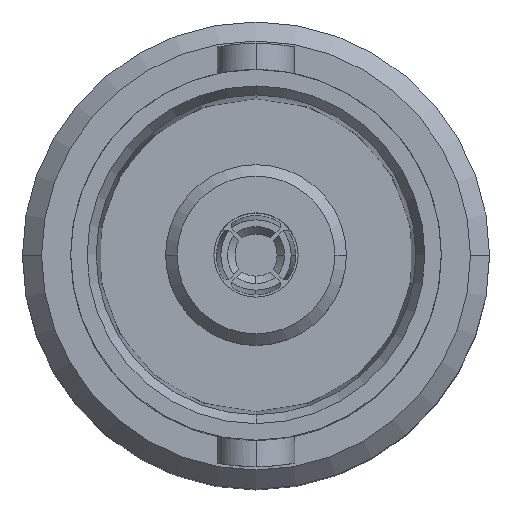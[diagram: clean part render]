
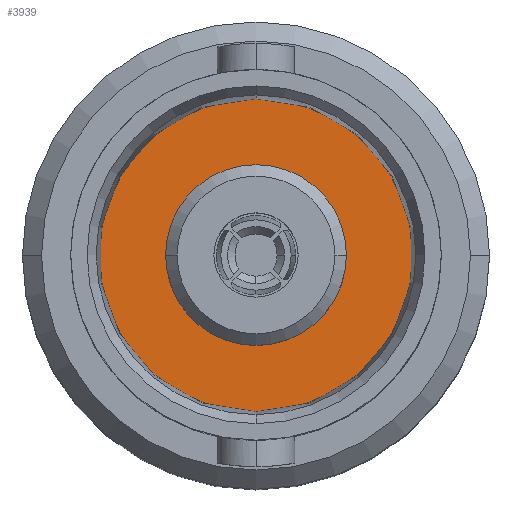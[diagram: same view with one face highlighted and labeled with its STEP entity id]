
A CAD part, top view. The second image highlights one B-rep face of the part: STEP entity #3939.
In plain terms, the highlighted planar face has unit normal (0, 0, 1).
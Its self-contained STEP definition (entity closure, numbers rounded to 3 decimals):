
#136 = EDGE_CURVE ( 'NONE', #1308, #6218, #3349, .T. ) ;
#162 = AXIS2_PLACEMENT_3D ( 'NONE', #5497, #8056, #1479 ) ;
#190 = DIRECTION ( 'NONE',  ( 0., 0., 1. ) ) ;
#430 = CIRCLE ( 'NONE', #7614, 4.087 ) ;
#665 = ORIENTED_EDGE ( 'NONE', *, *, #2178, .T. ) ;
#713 = CARTESIAN_POINT ( 'NONE',  ( -2.36, 0., -6.553 ) ) ;
#771 = ORIENTED_EDGE ( 'NONE', *, *, #136, .F. ) ;
#872 = DIRECTION ( 'NONE',  ( 0., 0., 1. ) ) ;
#967 = CIRCLE ( 'NONE', #1512, 2.36 ) ;
#1205 = CARTESIAN_POINT ( 'NONE',  ( 2.36, 0., -6.553 ) ) ;
#1308 = VERTEX_POINT ( 'NONE', #1205 ) ;
#1479 = DIRECTION ( 'NONE',  ( -1., 0., 0. ) ) ;
#1512 = AXIS2_PLACEMENT_3D ( 'NONE', #1722, #6677, #2436 ) ;
#1722 = CARTESIAN_POINT ( 'NONE',  ( 0., 0., -6.553 ) ) ;
#2093 = PLANE ( 'NONE',  #8763 ) ;
#2157 = DIRECTION ( 'NONE',  ( 0., 0., -1. ) ) ;
#2178 = EDGE_CURVE ( 'NONE', #4790, #2236, #6561, .T. ) ;
#2183 = CARTESIAN_POINT ( 'NONE',  ( 0., 4.087, -6.553 ) ) ;
#2236 = VERTEX_POINT ( 'NONE', #2183 ) ;
#2267 = EDGE_LOOP ( 'NONE', ( #665, #8392 ) ) ;
#2418 = EDGE_CURVE ( 'NONE', #2236, #4790, #430, .T. ) ;
#2436 = DIRECTION ( 'NONE',  ( -1., 0., 0. ) ) ;
#3349 = CIRCLE ( 'NONE', #8964, 2.36 ) ;
#3772 = CARTESIAN_POINT ( 'NONE',  ( 0., 0., -6.553 ) ) ;
#3939 = ADVANCED_FACE ( 'NONE', ( #5051, #6721 ), #2093, .F. ) ;
#4790 = VERTEX_POINT ( 'NONE', #7229 ) ;
#5051 = FACE_BOUND ( 'NONE', #7595, .T. ) ;
#5311 = EDGE_CURVE ( 'NONE', #6218, #1308, #967, .T. ) ;
#5321 = DIRECTION ( 'NONE',  ( -1., 0., 0. ) ) ;
#5497 = CARTESIAN_POINT ( 'NONE',  ( 0., 0., -6.553 ) ) ;
#5607 = DIRECTION ( 'NONE',  ( -1., 0., 0. ) ) ;
#5872 = CARTESIAN_POINT ( 'NONE',  ( 0., 0., -6.553 ) ) ;
#6218 = VERTEX_POINT ( 'NONE', #713 ) ;
#6405 = CARTESIAN_POINT ( 'NONE',  ( 0., 0., -6.553 ) ) ;
#6561 = CIRCLE ( 'NONE', #162, 4.087 ) ;
#6677 = DIRECTION ( 'NONE',  ( 0., 0., 1. ) ) ;
#6721 = FACE_OUTER_BOUND ( 'NONE', #2267, .T. ) ;
#6741 = ORIENTED_EDGE ( 'NONE', *, *, #5311, .F. ) ;
#7115 = DIRECTION ( 'NONE',  ( -1., 0., 0. ) ) ;
#7229 = CARTESIAN_POINT ( 'NONE',  ( 0., -4.087, -6.553 ) ) ;
#7595 = EDGE_LOOP ( 'NONE', ( #771, #6741 ) ) ;
#7614 = AXIS2_PLACEMENT_3D ( 'NONE', #3772, #190, #5321 ) ;
#8056 = DIRECTION ( 'NONE',  ( 0., 0., 1. ) ) ;
#8392 = ORIENTED_EDGE ( 'NONE', *, *, #2418, .T. ) ;
#8763 = AXIS2_PLACEMENT_3D ( 'NONE', #6405, #2157, #7115 ) ;
#8964 = AXIS2_PLACEMENT_3D ( 'NONE', #5872, #872, #5607 ) ;
